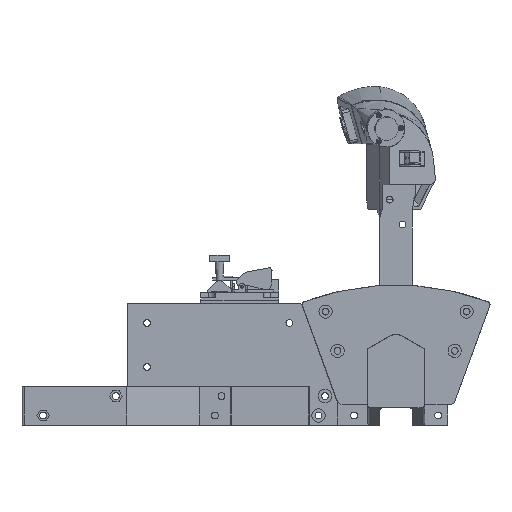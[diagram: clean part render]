
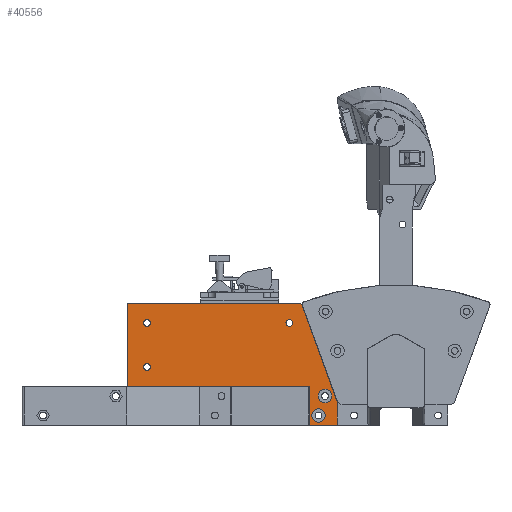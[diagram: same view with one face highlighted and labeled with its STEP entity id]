
A CAD part, left-side view. The second image highlights one B-rep face of the part: STEP entity #40556.
In plain terms, the highlighted planar face has unit normal (-1, 0, 0).
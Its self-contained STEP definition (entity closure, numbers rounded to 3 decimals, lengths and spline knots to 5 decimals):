
#2229=LINE('',#61599,#6358);
#2237=LINE('',#61619,#6366);
#2240=LINE('',#61625,#6369);
#2243=LINE('',#61631,#6372);
#2246=LINE('',#61637,#6375);
#2251=LINE('',#61647,#6380);
#2255=LINE('',#61654,#6384);
#6358=VECTOR('',#49725,1.);
#6366=VECTOR('',#49741,1.);
#6369=VECTOR('',#49746,1.);
#6372=VECTOR('',#49751,1.);
#6375=VECTOR('',#49756,1.);
#6380=VECTOR('',#49763,1.);
#6384=VECTOR('',#49769,1.);
#12741=ORIENTED_EDGE('',*,*,#22571,.F.);
#12742=ORIENTED_EDGE('',*,*,#22578,.T.);
#12743=ORIENTED_EDGE('',*,*,#22581,.T.);
#12744=ORIENTED_EDGE('',*,*,#22584,.T.);
#12745=ORIENTED_EDGE('',*,*,#22587,.F.);
#12746=ORIENTED_EDGE('',*,*,#22590,.F.);
#12747=ORIENTED_EDGE('',*,*,#22595,.T.);
#12748=ORIENTED_EDGE('',*,*,#22599,.F.);
#12749=ORIENTED_EDGE('',*,*,#22609,.F.);
#12750=ORIENTED_EDGE('',*,*,#22607,.F.);
#12751=ORIENTED_EDGE('',*,*,#22605,.F.);
#12752=ORIENTED_EDGE('',*,*,#22604,.F.);
#12753=ORIENTED_EDGE('',*,*,#22602,.F.);
#12754=ORIENTED_EDGE('',*,*,#22611,.F.);
#22571=EDGE_CURVE('',#27828,#27829,#2229,.T.);
#22578=EDGE_CURVE('',#27828,#27834,#31042,.T.);
#22581=EDGE_CURVE('',#27834,#27836,#2237,.T.);
#22584=EDGE_CURVE('',#27836,#27838,#2240,.T.);
#22587=EDGE_CURVE('',#27840,#27838,#2243,.T.);
#22590=EDGE_CURVE('',#27842,#27840,#2246,.T.);
#22595=EDGE_CURVE('',#27842,#27846,#2251,.T.);
#22599=EDGE_CURVE('',#27848,#27846,#2255,.T.);
#22602=EDGE_CURVE('',#27850,#27850,#31045,.T.);
#22604=EDGE_CURVE('',#27852,#27852,#31047,.T.);
#22605=EDGE_CURVE('',#27853,#27853,#31048,.T.);
#22607=EDGE_CURVE('',#27855,#27855,#31050,.T.);
#22609=EDGE_CURVE('',#27829,#27848,#31052,.T.);
#22611=EDGE_CURVE('',#27858,#27858,#31054,.T.);
#27828=VERTEX_POINT('',#61600);
#27829=VERTEX_POINT('',#61601);
#27834=VERTEX_POINT('',#61614);
#27836=VERTEX_POINT('',#61620);
#27838=VERTEX_POINT('',#61626);
#27840=VERTEX_POINT('',#61632);
#27842=VERTEX_POINT('',#61638);
#27846=VERTEX_POINT('',#61648);
#27848=VERTEX_POINT('',#61655);
#27850=VERTEX_POINT('',#61661);
#27852=VERTEX_POINT('',#61666);
#27853=VERTEX_POINT('',#61669);
#27855=VERTEX_POINT('',#61674);
#27858=VERTEX_POINT('',#61683);
#31042=CIRCLE('',#43819,0.002);
#31045=CIRCLE('',#43829,0.00263);
#31047=CIRCLE('',#43832,0.00263);
#31048=CIRCLE('',#43834,0.00525);
#31050=CIRCLE('',#43837,0.00525);
#31052=CIRCLE('',#43840,0.005);
#31054=CIRCLE('',#43843,0.00263);
#32945=EDGE_LOOP('',(#12741,#12742,#12743,#12744,#12745,#12746,#12747,#12748,
#12749));
#32946=EDGE_LOOP('',(#12750));
#32947=EDGE_LOOP('',(#12751));
#32948=EDGE_LOOP('',(#12752));
#32949=EDGE_LOOP('',(#12753));
#32950=EDGE_LOOP('',(#12754));
#36113=FACE_BOUND('',#32945,.T.);
#36114=FACE_BOUND('',#32946,.T.);
#36115=FACE_BOUND('',#32947,.T.);
#36116=FACE_BOUND('',#32948,.T.);
#36117=FACE_BOUND('',#32949,.T.);
#36118=FACE_BOUND('',#32950,.T.);
#38874=PLANE('',#43845);
#40556=ADVANCED_FACE('',(#36113,#36114,#36115,#36116,#36117,#36118),#38874,
 .T.);
#43819=AXIS2_PLACEMENT_3D('',#61613,#49734,#49735);
#43829=AXIS2_PLACEMENT_3D('',#61660,#49775,#49776);
#43832=AXIS2_PLACEMENT_3D('',#61665,#49781,#49782);
#43834=AXIS2_PLACEMENT_3D('',#61668,#49785,#49786);
#43837=AXIS2_PLACEMENT_3D('',#61673,#49791,#49792);
#43840=AXIS2_PLACEMENT_3D('',#61678,#49797,#49798);
#43843=AXIS2_PLACEMENT_3D('',#61682,#49803,#49804);
#43845=AXIS2_PLACEMENT_3D('',#61686,#49808,#49809);
#49725=DIRECTION('',(0.,-0.342,-0.94));
#49734=DIRECTION('',(-1.,0.,0.));
#49735=DIRECTION('',(0.,0.,1.));
#49741=DIRECTION('',(0.,1.,0.));
#49746=DIRECTION('',(0.,0.,-1.));
#49751=DIRECTION('',(0.,1.,0.));
#49756=DIRECTION('',(0.,0.,1.));
#49763=DIRECTION('',(0.,-1.,0.));
#49769=DIRECTION('',(0.,0.,-1.));
#49775=DIRECTION('',(-1.,0.,0.));
#49776=DIRECTION('',(0.,0.,1.));
#49781=DIRECTION('',(-1.,0.,0.));
#49782=DIRECTION('',(0.,0.,1.));
#49785=DIRECTION('',(-1.,0.,0.));
#49786=DIRECTION('',(0.,0.,1.));
#49791=DIRECTION('',(-1.,0.,0.));
#49792=DIRECTION('',(0.,0.,1.));
#49797=DIRECTION('',(1.,0.,0.));
#49798=DIRECTION('',(0.,0.,1.));
#49803=DIRECTION('',(-1.,0.,0.));
#49804=DIRECTION('',(0.,0.,1.));
#49808=DIRECTION('',(-1.,0.,0.));
#49809=DIRECTION('',(0.,-1.,0.));
#61599=CARTESIAN_POINT('',(-0.08626,0.14732,0.0667));
#61600=CARTESIAN_POINT('',(-0.08626,0.16029,0.10235));
#61601=CARTESIAN_POINT('',(-0.08626,0.13328,0.02814));
#61613=CARTESIAN_POINT('',(-0.08626,0.16217,0.10167));
#61614=CARTESIAN_POINT('',(-0.08626,0.16217,0.10367));
#61619=CARTESIAN_POINT('',(-0.08626,0.22856,0.10367));
#61620=CARTESIAN_POINT('',(-0.08626,0.29517,0.10367));
#61625=CARTESIAN_POINT('',(-0.08626,0.29517,0.07167));
#61626=CARTESIAN_POINT('',(-0.08626,0.29517,0.03988));
#61631=CARTESIAN_POINT('',(-0.08626,0.15515,0.03988));
#61632=CARTESIAN_POINT('',(-0.08626,0.15497,0.03988));
#61637=CARTESIAN_POINT('',(-0.08626,0.15497,0.06385));
#61638=CARTESIAN_POINT('',(-0.08626,0.15497,0.00968));
#61647=CARTESIAN_POINT('',(-0.08626,0.14407,0.00968));
#61648=CARTESIAN_POINT('',(-0.08626,0.13298,0.00968));
#61654=CARTESIAN_POINT('',(-0.08626,0.13298,0.01834));
#61655=CARTESIAN_POINT('',(-0.08626,0.13298,0.02643));
#61660=CARTESIAN_POINT('',(-0.08626,0.17017,0.08867));
#61661=CARTESIAN_POINT('',(-0.08626,0.17017,0.09129));
#61665=CARTESIAN_POINT('',(-0.08626,0.28017,0.08867));
#61666=CARTESIAN_POINT('',(-0.08626,0.28017,0.09129));
#61668=CARTESIAN_POINT('',(-0.08626,0.14767,0.01718));
#61669=CARTESIAN_POINT('',(-0.08626,0.14767,0.02243));
#61673=CARTESIAN_POINT('',(-0.08626,0.14267,0.03218));
#61674=CARTESIAN_POINT('',(-0.08626,0.14267,0.03743));
#61678=CARTESIAN_POINT('',(-0.08626,0.13798,0.02643));
#61682=CARTESIAN_POINT('',(-0.08626,0.28017,0.05468));
#61683=CARTESIAN_POINT('',(-0.08626,0.28017,0.0573));
#61686=CARTESIAN_POINT('',(-0.08626,0.15515,0.06385));
